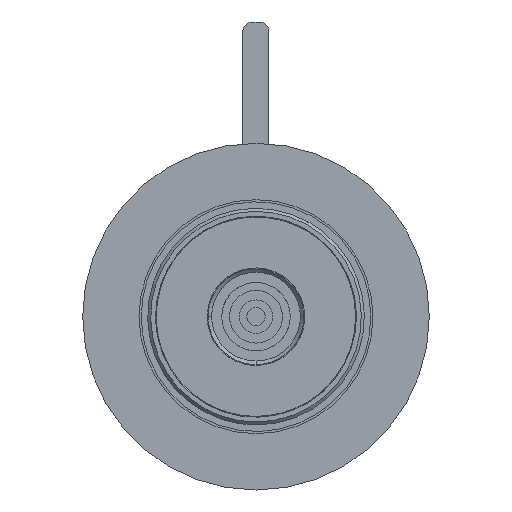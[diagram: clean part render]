
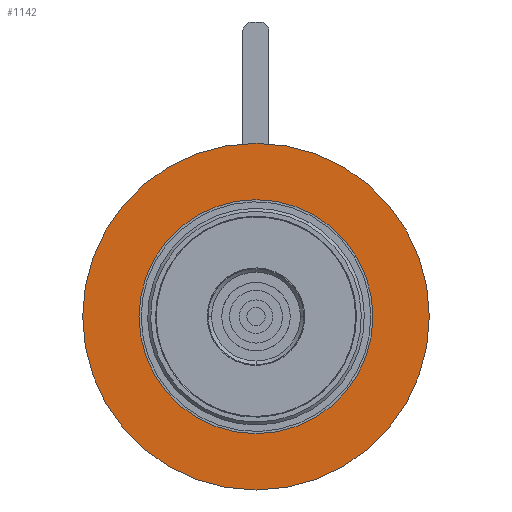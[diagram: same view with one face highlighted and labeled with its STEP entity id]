
A CAD part, front view. The second image highlights one B-rep face of the part: STEP entity #1142.
In plain terms, the highlighted planar face has unit normal (0, -1, 0).
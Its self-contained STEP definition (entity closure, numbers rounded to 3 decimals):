
#1005=CARTESIAN_POINT('Vertex',(40.,-13.,120.)) ;
#1008=CARTESIAN_POINT('Axis2P3D Location',(0.,-13.,120.)) ;
#1012=CARTESIAN_POINT('Vertex',(-40.,-13.,120.)) ;
#1103=CARTESIAN_POINT('Axis2P3D Location',(0.,-13.,120.)) ;
#1115=CARTESIAN_POINT('Axis2P3D Location',(0.,-13.,120.)) ;
#1124=CARTESIAN_POINT('Axis2P3D Location',(0.,-13.,120.)) ;
#1128=CARTESIAN_POINT('Vertex',(-27.,-13.,120.)) ;
#1130=CARTESIAN_POINT('Vertex',(27.,-13.,120.)) ;
#1133=CARTESIAN_POINT('Axis2P3D Location',(0.,-13.,120.)) ;
#1009=DIRECTION('Axis2P3D Direction',(0.,1.,-0.)) ;
#1104=DIRECTION('Axis2P3D Direction',(0.,1.,-0.)) ;
#1116=DIRECTION('Axis2P3D Direction',(0.,1.,-0.)) ;
#1117=DIRECTION('Axis2P3D XDirection',(-1.,0.,0.)) ;
#1125=DIRECTION('Axis2P3D Direction',(0.,1.,-0.)) ;
#1134=DIRECTION('Axis2P3D Direction',(0.,1.,-0.)) ;
#1010=AXIS2_PLACEMENT_3D('Circle Axis2P3D',#1008,#1009,$) ;
#1105=AXIS2_PLACEMENT_3D('Circle Axis2P3D',#1103,#1104,$) ;
#1118=AXIS2_PLACEMENT_3D('Plane Axis2P3D',#1115,#1116,#1117) ;
#1126=AXIS2_PLACEMENT_3D('Circle Axis2P3D',#1124,#1125,$) ;
#1135=AXIS2_PLACEMENT_3D('Circle Axis2P3D',#1133,#1134,$) ;
#1011=CIRCLE('generated circle',#1010,40.) ;
#1106=CIRCLE('generated circle',#1105,40.) ;
#1127=CIRCLE('generated circle',#1126,27.) ;
#1136=CIRCLE('generated circle',#1135,27.) ;
#1119=PLANE('',#1118) ;
#1141=FACE_BOUND('',#1138,.T.) ;
#1014=EDGE_CURVE('',#1006,#1013,#1011,.T.) ;
#1107=EDGE_CURVE('',#1013,#1006,#1106,.T.) ;
#1132=EDGE_CURVE('',#1129,#1131,#1127,.T.) ;
#1137=EDGE_CURVE('',#1131,#1129,#1136,.T.) ;
#1121=ORIENTED_EDGE('',*,*,#1014,.F.) ;
#1122=ORIENTED_EDGE('',*,*,#1107,.F.) ;
#1139=ORIENTED_EDGE('',*,*,#1132,.T.) ;
#1140=ORIENTED_EDGE('',*,*,#1137,.T.) ;
#1120=EDGE_LOOP('',(#1121,#1122)) ;
#1138=EDGE_LOOP('',(#1139,#1140)) ;
#1006=VERTEX_POINT('',#1005) ;
#1013=VERTEX_POINT('',#1012) ;
#1129=VERTEX_POINT('',#1128) ;
#1131=VERTEX_POINT('',#1130) ;
#1142=ADVANCED_FACE('PR.0488.11_AllCATPart.1\\P47014.1\\PartBody',(#1123,#1141),#1119,.F.) ;
#1123=FACE_OUTER_BOUND('',#1120,.T.) ;
